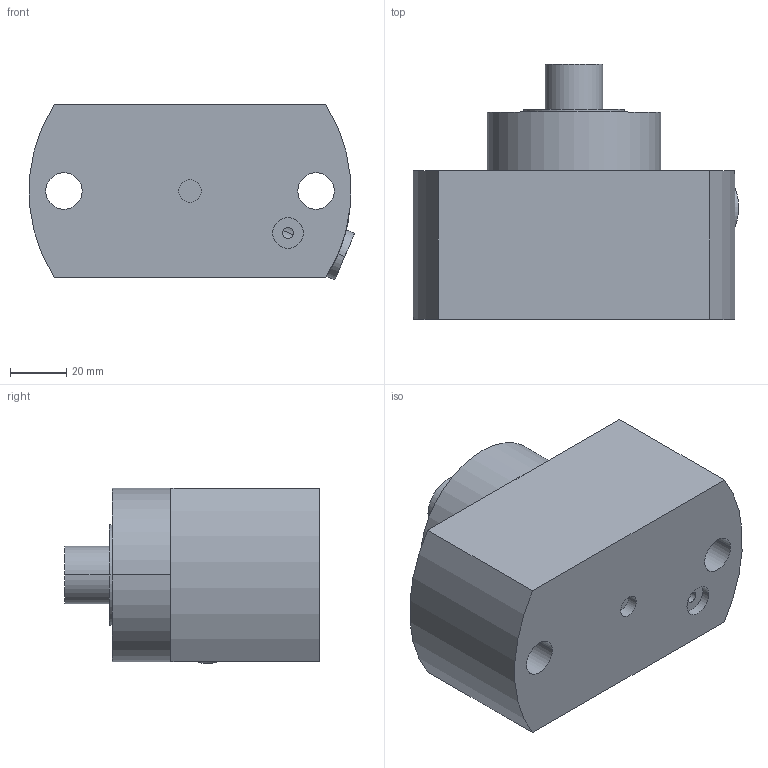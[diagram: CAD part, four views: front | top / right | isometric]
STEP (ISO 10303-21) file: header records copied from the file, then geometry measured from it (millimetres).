
FILE_DESCRIPTION((''),'2;1');
FILE_NAME('ILCM41571121','2006-06-08T',('KR'),(''),'PRO/ENGINEER BY PARAMETRIC TECHNOLOGY CORPORATION, 2004290','PRO/ENGINEER BY PARAMETRIC TECHNOLOGY CORPORATION, 2004290','');
FILE_SCHEMA(('AUTOMOTIVE_DESIGN_CC2 { 1 2 10303 214 -1 1 5 2 }'));
Length unit declared in the file: millimetre
Products named in the file (1): ILCM41571121
Bounding box: 116.06 x 91 x 62.73 mm (x, y, z)
Volume: 412262.6 mm3; surface area: 41618.7 mm2
Topology: 1 solids, 2 shells, 52 faces, 121 edges, 80 vertices
Faces by surface type: cylinder 27, plane 21, cone 4
Entity records: 2009 total; most frequent: CARTESIAN_POINT 320, DIRECTION 268, ORIENTED_EDGE 242, EDGE_CURVE 121, COLOUR_RGB 106, AXIS2_PLACEMENT_3D 105, VERTEX_POINT 80, EDGE_LOOP 65
